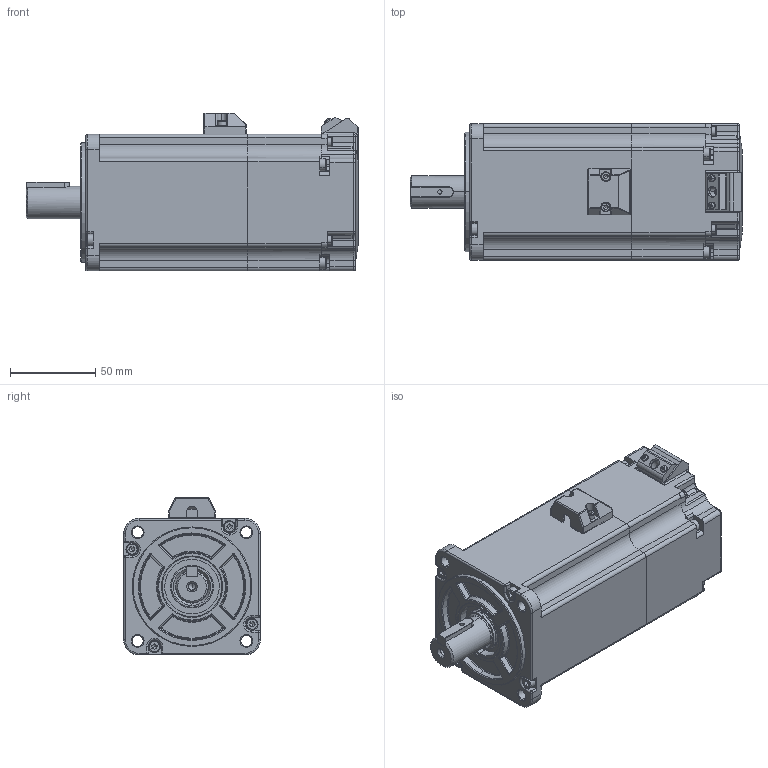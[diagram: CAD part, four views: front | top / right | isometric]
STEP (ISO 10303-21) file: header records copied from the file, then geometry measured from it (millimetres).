
FILE_DESCRIPTION (( 'STEP AP203' ), '1' );
FILE_NAME ('WB80ST-Z1M032-傻遴煦极賦凳.STEP', '2022-09-06T05:38:28', ( 'lvbing' ), ( 'WG' ), 'SwSTEP 2.0', 'SolidWorks 2018', '' );
FILE_SCHEMA (( 'CONFIG_CONTROL_DESIGN' ));
Length unit declared in the file: millimetre
Products named in the file (1): WB80ST-Z1M032-傻遴煦极賦凳
Bounding box: 194.5 x 80 x 92.5 mm (x, y, z)
Volume: 909332 mm3; surface area: 105543.3 mm2
Topology: 13 solids, 35 shells, 1230 faces, 2913 edges, 1751 vertices
Faces by surface type: plane 476, cylinder 435, cone 137, torus 103, sphere 46, bspline 33
Entity records: 36217 total; most frequent: CARTESIAN_POINT 7509, DIRECTION 6409, ORIENTED_EDGE 5702, EDGE_CURVE 2851, AXIS2_PLACEMENT_3D 2509, VERTEX_POINT 1751, LINE 1391, VECTOR 1391
